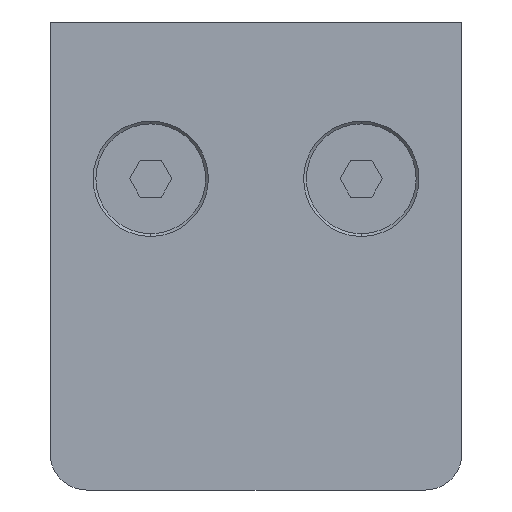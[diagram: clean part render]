
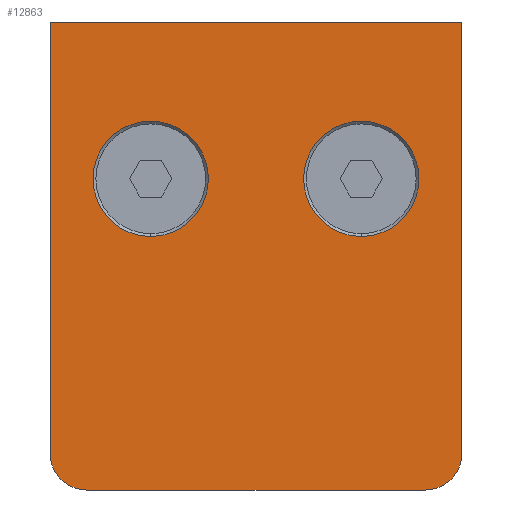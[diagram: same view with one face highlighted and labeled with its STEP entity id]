
A CAD part, front view. The second image highlights one B-rep face of the part: STEP entity #12863.
In plain terms, the highlighted planar face has unit normal (0, -1, 0).
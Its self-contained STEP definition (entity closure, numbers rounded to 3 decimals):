
#1269 = DIRECTION ( 'NONE',  ( 0., 0., -1. ) ) ;
#1513 = AXIS2_PLACEMENT_3D ( 'NONE', #6333, #17440, #26009 ) ;
#1541 = CIRCLE ( 'NONE', #1513, 6.3 ) ;
#1641 = DIRECTION ( 'NONE',  ( 0., 0., -1. ) ) ;
#2993 = DIRECTION ( 'NONE',  ( 1., 0., 0. ) ) ;
#2994 = FACE_BOUND ( 'NONE', #3283, .T. ) ;
#3283 = EDGE_LOOP ( 'NONE', ( #8072, #20939 ) ) ;
#3742 = ORIENTED_EDGE ( 'NONE', *, *, #26702, .F. ) ;
#4401 = DIRECTION ( 'NONE',  ( 0., -1., 0. ) ) ;
#4460 = VECTOR ( 'NONE', #28465, 1000. ) ;
#4770 = CARTESIAN_POINT ( 'NONE',  ( -11.5, 0.5, -11. ) ) ;
#4889 = DIRECTION ( 'NONE',  ( 0., -1., 0. ) ) ;
#5729 = FACE_OUTER_BOUND ( 'NONE', #9952, .T. ) ;
#5910 = DIRECTION ( 'NONE',  ( 0., -1., 0. ) ) ;
#6066 = EDGE_LOOP ( 'NONE', ( #18863, #33514 ) ) ;
#6333 = CARTESIAN_POINT ( 'NONE',  ( 11.5, 0.5, -11. ) ) ;
#6732 = VECTOR ( 'NONE', #2993, 1000. ) ;
#7505 = DIRECTION ( 'NONE',  ( 0., 1., 0. ) ) ;
#7631 = CARTESIAN_POINT ( 'NONE',  ( -11.5, 0.5, -11. ) ) ;
#8072 = ORIENTED_EDGE ( 'NONE', *, *, #22676, .F. ) ;
#8139 = AXIS2_PLACEMENT_3D ( 'NONE', #8456, #5910, #19238 ) ;
#8282 = FACE_BOUND ( 'NONE', #6066, .T. ) ;
#8456 = CARTESIAN_POINT ( 'NONE',  ( -18.5, 0.5, -41. ) ) ;
#8640 = PLANE ( 'NONE',  #8139 ) ;
#9451 = VERTEX_POINT ( 'NONE', #26253 ) ;
#9952 = EDGE_LOOP ( 'NONE', ( #21833, #20991, #28868, #3742, #27426, #17418 ) ) ;
#10184 = CARTESIAN_POINT ( 'NONE',  ( 22.5, 0.5, 0. ) ) ;
#10208 = CARTESIAN_POINT ( 'NONE',  ( -22.5, 0.5, 0. ) ) ;
#11017 = EDGE_CURVE ( 'NONE', #15182, #34988, #25538, .T. ) ;
#11174 = EDGE_CURVE ( 'NONE', #12204, #18196, #16690, .T. ) ;
#11371 = AXIS2_PLACEMENT_3D ( 'NONE', #4770, #4401, #32491 ) ;
#12151 = VERTEX_POINT ( 'NONE', #29349 ) ;
#12204 = VERTEX_POINT ( 'NONE', #15461 ) ;
#12544 = CIRCLE ( 'NONE', #11371, 6.3 ) ;
#12792 = VERTEX_POINT ( 'NONE', #21594 ) ;
#12863 = ADVANCED_FACE ( 'NONE', ( #8282, #2994, #5729 ), #8640, .T. ) ;
#13314 = CARTESIAN_POINT ( 'NONE',  ( 22.5, 0.5, 6.13 ) ) ;
#13338 = DIRECTION ( 'NONE',  ( 0., 0., -1. ) ) ;
#13908 = CIRCLE ( 'NONE', #34311, 4. ) ;
#15038 = VECTOR ( 'NONE', #31597, 1000. ) ;
#15110 = DIRECTION ( 'NONE',  ( 0., -1., 0. ) ) ;
#15182 = VERTEX_POINT ( 'NONE', #28747 ) ;
#15461 = CARTESIAN_POINT ( 'NONE',  ( 11.5, 0.5, -17.3 ) ) ;
#15508 = AXIS2_PLACEMENT_3D ( 'NONE', #28990, #15110, #1269 ) ;
#15572 = VECTOR ( 'NONE', #1641, 1000. ) ;
#15986 = DIRECTION ( 'NONE',  ( 0., 0., -1. ) ) ;
#16690 = CIRCLE ( 'NONE', #15508, 6.3 ) ;
#16825 = LINE ( 'NONE', #27428, #6732 ) ;
#17418 = ORIENTED_EDGE ( 'NONE', *, *, #17497, .F. ) ;
#17440 = DIRECTION ( 'NONE',  ( 0., -1., 0. ) ) ;
#17497 = EDGE_CURVE ( 'NONE', #12792, #33240, #16825, .T. ) ;
#17604 = EDGE_CURVE ( 'NONE', #9451, #12151, #12544, .T. ) ;
#18196 = VERTEX_POINT ( 'NONE', #28247 ) ;
#18419 = AXIS2_PLACEMENT_3D ( 'NONE', #7631, #4889, #15986 ) ;
#18431 = CARTESIAN_POINT ( 'NONE',  ( 18.5, 0.5, -41. ) ) ;
#18863 = ORIENTED_EDGE ( 'NONE', *, *, #11174, .F. ) ;
#19145 = CIRCLE ( 'NONE', #24968, 4. ) ;
#19238 = DIRECTION ( 'NONE',  ( 0., 0., -1. ) ) ;
#20605 = LINE ( 'NONE', #10184, #15572 ) ;
#20697 = VERTEX_POINT ( 'NONE', #22742 ) ;
#20939 = ORIENTED_EDGE ( 'NONE', *, *, #17604, .F. ) ;
#20991 = ORIENTED_EDGE ( 'NONE', *, *, #33825, .F. ) ;
#21594 = CARTESIAN_POINT ( 'NONE',  ( -22.5, 0.5, 6.13 ) ) ;
#21751 = CARTESIAN_POINT ( 'NONE',  ( -18.5, 0.5, -41. ) ) ;
#21833 = ORIENTED_EDGE ( 'NONE', *, *, #34065, .F. ) ;
#21939 = EDGE_CURVE ( 'NONE', #18196, #12204, #1541, .T. ) ;
#22676 = EDGE_CURVE ( 'NONE', #12151, #9451, #25447, .T. ) ;
#22742 = CARTESIAN_POINT ( 'NONE',  ( 22.5, 0.5, -41. ) ) ;
#24181 = EDGE_CURVE ( 'NONE', #33240, #20697, #20605, .T. ) ;
#24852 = DIRECTION ( 'NONE',  ( 0., 1., 0. ) ) ;
#24968 = AXIS2_PLACEMENT_3D ( 'NONE', #21751, #24852, #35985 ) ;
#25447 = CIRCLE ( 'NONE', #18419, 6.3 ) ;
#25538 = LINE ( 'NONE', #30660, #4460 ) ;
#26009 = DIRECTION ( 'NONE',  ( 0., 0., -1. ) ) ;
#26253 = CARTESIAN_POINT ( 'NONE',  ( -11.5, 0.5, -4.7 ) ) ;
#26702 = EDGE_CURVE ( 'NONE', #20697, #15182, #13908, .T. ) ;
#27304 = VERTEX_POINT ( 'NONE', #36004 ) ;
#27426 = ORIENTED_EDGE ( 'NONE', *, *, #24181, .F. ) ;
#27428 = CARTESIAN_POINT ( 'NONE',  ( 0., 0.5, 6.13 ) ) ;
#28247 = CARTESIAN_POINT ( 'NONE',  ( 11.5, 0.5, -4.7 ) ) ;
#28465 = DIRECTION ( 'NONE',  ( -1., 0., 0. ) ) ;
#28747 = CARTESIAN_POINT ( 'NONE',  ( 18.5, 0.5, -45. ) ) ;
#28868 = ORIENTED_EDGE ( 'NONE', *, *, #11017, .F. ) ;
#28990 = CARTESIAN_POINT ( 'NONE',  ( 11.5, 0.5, -11. ) ) ;
#29349 = CARTESIAN_POINT ( 'NONE',  ( -11.5, 0.5, -17.3 ) ) ;
#30660 = CARTESIAN_POINT ( 'NONE',  ( -18.5, 0.5, -45. ) ) ;
#31597 = DIRECTION ( 'NONE',  ( 0., 0., 1. ) ) ;
#32178 = CARTESIAN_POINT ( 'NONE',  ( -18.5, 0.5, -45. ) ) ;
#32491 = DIRECTION ( 'NONE',  ( 0., 0., -1. ) ) ;
#33240 = VERTEX_POINT ( 'NONE', #13314 ) ;
#33514 = ORIENTED_EDGE ( 'NONE', *, *, #21939, .F. ) ;
#33825 = EDGE_CURVE ( 'NONE', #34988, #27304, #19145, .T. ) ;
#34065 = EDGE_CURVE ( 'NONE', #27304, #12792, #35199, .T. ) ;
#34311 = AXIS2_PLACEMENT_3D ( 'NONE', #18431, #7505, #13338 ) ;
#34988 = VERTEX_POINT ( 'NONE', #32178 ) ;
#35199 = LINE ( 'NONE', #10208, #15038 ) ;
#35985 = DIRECTION ( 'NONE',  ( 0., 0., -1. ) ) ;
#36004 = CARTESIAN_POINT ( 'NONE',  ( -22.5, 0.5, -41. ) ) ;
